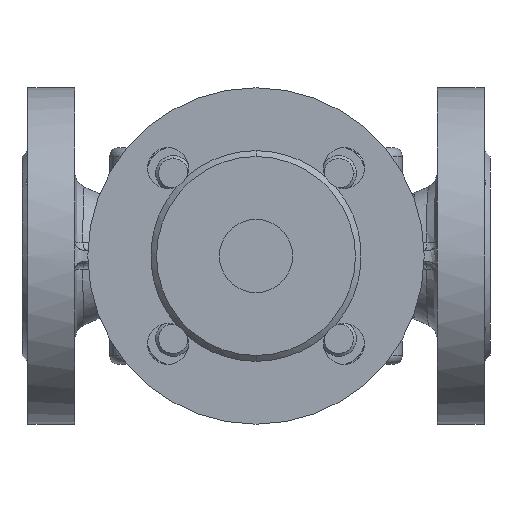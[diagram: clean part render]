
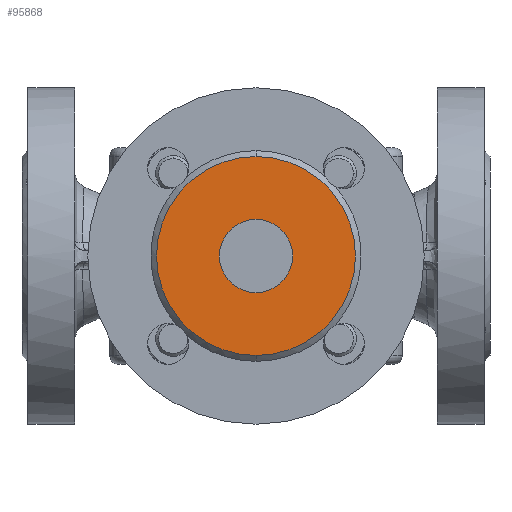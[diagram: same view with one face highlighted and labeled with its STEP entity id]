
A CAD part, front view. The second image highlights one B-rep face of the part: STEP entity #95868.
In plain terms, the highlighted planar face has unit normal (0, -1, 0).
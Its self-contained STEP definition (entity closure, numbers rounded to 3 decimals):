
#4387 = DIRECTION ( 'NONE',  ( 0., -1., 0. ) ) ;
#15980 = AXIS2_PLACEMENT_3D ( 'NONE', #109659, #138574, #52356 ) ;
#18758 = VERTEX_POINT ( 'NONE', #158564 ) ;
#23305 = AXIS2_PLACEMENT_3D ( 'NONE', #164749, #78629, #179226 ) ;
#25094 = EDGE_LOOP ( 'NONE', ( #61384, #71134 ) ) ;
#31425 = AXIS2_PLACEMENT_3D ( 'NONE', #67105, #167719, #81605 ) ;
#45422 = CARTESIAN_POINT ( 'NONE',  ( 0., -129., -12.5 ) ) ;
#52356 = DIRECTION ( 'NONE',  ( 0., 0., 1. ) ) ;
#61384 = ORIENTED_EDGE ( 'NONE', *, *, #73660, .F. ) ;
#64087 = VERTEX_POINT ( 'NONE', #79837 ) ;
#66990 = CIRCLE ( 'NONE', #31425, 34. ) ;
#67105 = CARTESIAN_POINT ( 'NONE',  ( 0., -129., 0. ) ) ;
#70769 = CARTESIAN_POINT ( 'NONE',  ( 0., -129., 0. ) ) ;
#70818 = VERTEX_POINT ( 'NONE', #45422 ) ;
#71134 = ORIENTED_EDGE ( 'NONE', *, *, #125977, .F. ) ;
#73660 = EDGE_CURVE ( 'NONE', #70818, #64087, #150884, .T. ) ;
#74972 = ORIENTED_EDGE ( 'NONE', *, *, #116378, .F. ) ;
#75848 = CARTESIAN_POINT ( 'NONE',  ( 0., -129., -34. ) ) ;
#77992 = ORIENTED_EDGE ( 'NONE', *, *, #81963, .F. ) ;
#78629 = DIRECTION ( 'NONE',  ( 0., 1., 0. ) ) ;
#79837 = CARTESIAN_POINT ( 'NONE',  ( 0., -129., 12.5 ) ) ;
#80110 = PLANE ( 'NONE',  #15980 ) ;
#81605 = DIRECTION ( 'NONE',  ( 0., 0., 1. ) ) ;
#81963 = EDGE_CURVE ( 'NONE', #173806, #18758, #66990, .T. ) ;
#85303 = DIRECTION ( 'NONE',  ( 0., 0., -1. ) ) ;
#90558 = CARTESIAN_POINT ( 'NONE',  ( 0., -129., 0. ) ) ;
#92361 = CIRCLE ( 'NONE', #23305, 34. ) ;
#95868 = ADVANCED_FACE ( 'NONE', ( #172466, #95952 ), #80110, .F. ) ;
#95952 = FACE_OUTER_BOUND ( 'NONE', #104335, .T. ) ;
#104335 = EDGE_LOOP ( 'NONE', ( #74972, #77992 ) ) ;
#105018 = DIRECTION ( 'NONE',  ( 0., 0., -1. ) ) ;
#109659 = CARTESIAN_POINT ( 'NONE',  ( 12.5, -129., 0. ) ) ;
#116378 = EDGE_CURVE ( 'NONE', #18758, #173806, #92361, .T. ) ;
#125977 = EDGE_CURVE ( 'NONE', #64087, #70818, #170122, .T. ) ;
#138574 = DIRECTION ( 'NONE',  ( 0., 1., 0. ) ) ;
#150397 = AXIS2_PLACEMENT_3D ( 'NONE', #90558, #4387, #105018 ) ;
#150884 = CIRCLE ( 'NONE', #150397, 12.5 ) ;
#158564 = CARTESIAN_POINT ( 'NONE',  ( 0., -129., 34. ) ) ;
#161095 = AXIS2_PLACEMENT_3D ( 'NONE', #70769, #171376, #85303 ) ;
#164749 = CARTESIAN_POINT ( 'NONE',  ( 0., -129., 0. ) ) ;
#167719 = DIRECTION ( 'NONE',  ( 0., 1., 0. ) ) ;
#170122 = CIRCLE ( 'NONE', #161095, 12.5 ) ;
#171376 = DIRECTION ( 'NONE',  ( 0., -1., 0. ) ) ;
#172466 = FACE_BOUND ( 'NONE', #25094, .T. ) ;
#173806 = VERTEX_POINT ( 'NONE', #75848 ) ;
#179226 = DIRECTION ( 'NONE',  ( 0., 0., 1. ) ) ;
